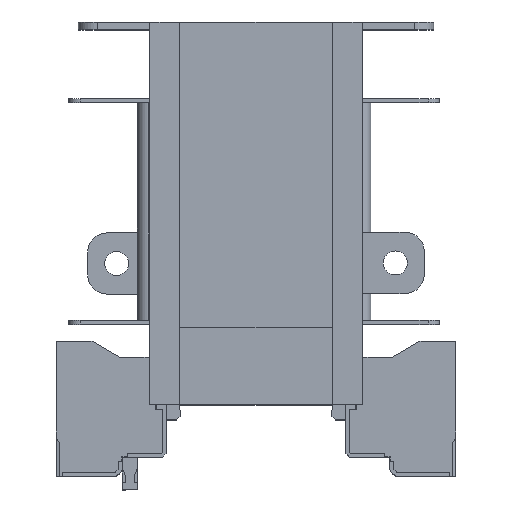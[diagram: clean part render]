
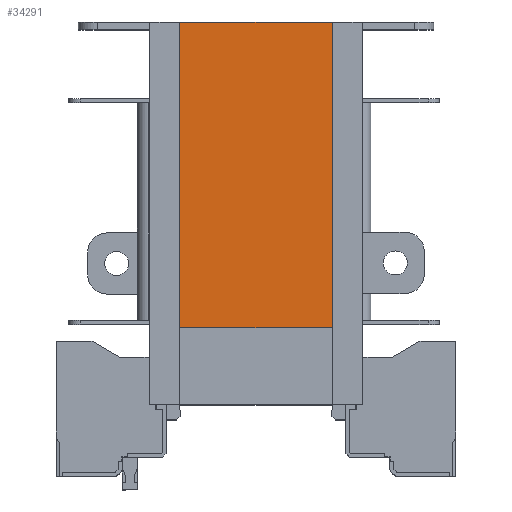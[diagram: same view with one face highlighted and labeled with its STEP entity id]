
A CAD part, top view. The second image highlights one B-rep face of the part: STEP entity #34291.
In plain terms, the highlighted face is planar.
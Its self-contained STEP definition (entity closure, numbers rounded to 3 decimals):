
#2156 = DIRECTION ( 'NONE',  ( 0., 1., 0. ) ) ;
#4078 = ORIENTED_EDGE ( 'NONE', *, *, #23545, .F. ) ;
#4105 = EDGE_CURVE ( 'NONE', #11826, #27561, #20327, .T. ) ;
#4873 = EDGE_CURVE ( 'NONE', #11826, #39390, #23889, .T. ) ;
#5285 = ORIENTED_EDGE ( 'NONE', *, *, #7237, .T. ) ;
#5386 = CARTESIAN_POINT ( 'NONE',  ( 120., 0., 40. ) ) ;
#5645 = ORIENTED_EDGE ( 'NONE', *, *, #4873, .F. ) ;
#5898 = CARTESIAN_POINT ( 'NONE',  ( 120., -80., 0. ) ) ;
#7237 = EDGE_CURVE ( 'NONE', #27561, #16570, #8066, .T. ) ;
#7624 = CARTESIAN_POINT ( 'NONE',  ( 120., 0., 40. ) ) ;
#8018 = DIRECTION ( 'NONE',  ( 0., -1., 0. ) ) ;
#8066 = LINE ( 'NONE', #20338, #21144 ) ;
#10443 = DIRECTION ( 'NONE',  ( -1., 0., 0. ) ) ;
#11232 = PLANE ( 'NONE',  #14996 ) ;
#11826 = VERTEX_POINT ( 'NONE', #21295 ) ;
#11946 = VECTOR ( 'NONE', #19941, 1000. ) ;
#13888 = CARTESIAN_POINT ( 'NONE',  ( 120., -80., 40. ) ) ;
#14496 = DIRECTION ( 'NONE',  ( 0., 1., 0. ) ) ;
#14942 = EDGE_LOOP ( 'NONE', ( #5285, #4078, #5645, #18504 ) ) ;
#14996 = AXIS2_PLACEMENT_3D ( 'NONE', #7624, #10443, #8018 ) ;
#16570 = VERTEX_POINT ( 'NONE', #18733 ) ;
#18504 = ORIENTED_EDGE ( 'NONE', *, *, #4105, .T. ) ;
#18733 = CARTESIAN_POINT ( 'NONE',  ( 120., 0., 0. ) ) ;
#19941 = DIRECTION ( 'NONE',  ( 0., 0., -1. ) ) ;
#20327 = LINE ( 'NONE', #13888, #11946 ) ;
#20338 = CARTESIAN_POINT ( 'NONE',  ( 120., 0., 0. ) ) ;
#21144 = VECTOR ( 'NONE', #14496, 1000. ) ;
#21295 = CARTESIAN_POINT ( 'NONE',  ( 120., -80., 40. ) ) ;
#22948 = CARTESIAN_POINT ( 'NONE',  ( 120., 0., 40. ) ) ;
#23336 = DIRECTION ( 'NONE',  ( 0., 0., -1. ) ) ;
#23419 = VECTOR ( 'NONE', #23336, 1000. ) ;
#23545 = EDGE_CURVE ( 'NONE', #39390, #16570, #26165, .T. ) ;
#23889 = LINE ( 'NONE', #5386, #26797 ) ;
#26165 = LINE ( 'NONE', #35033, #23419 ) ;
#26797 = VECTOR ( 'NONE', #2156, 1000. ) ;
#27561 = VERTEX_POINT ( 'NONE', #5898 ) ;
#28962 = FACE_OUTER_BOUND ( 'NONE', #14942, .T. ) ;
#34291 = ADVANCED_FACE ( 'NONE', ( #28962 ), #11232, .F. ) ;
#35033 = CARTESIAN_POINT ( 'NONE',  ( 120., 0., 40. ) ) ;
#39390 = VERTEX_POINT ( 'NONE', #22948 ) ;
